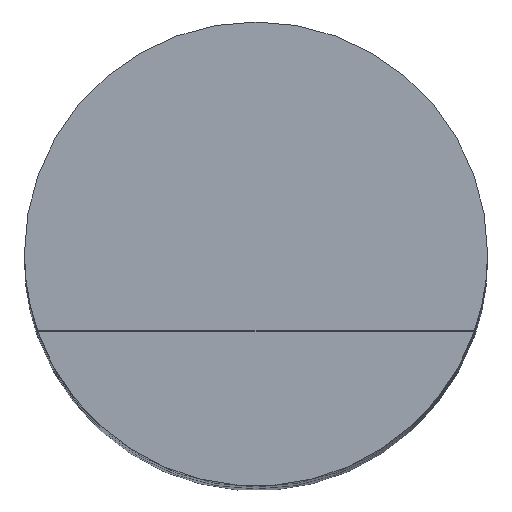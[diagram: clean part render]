
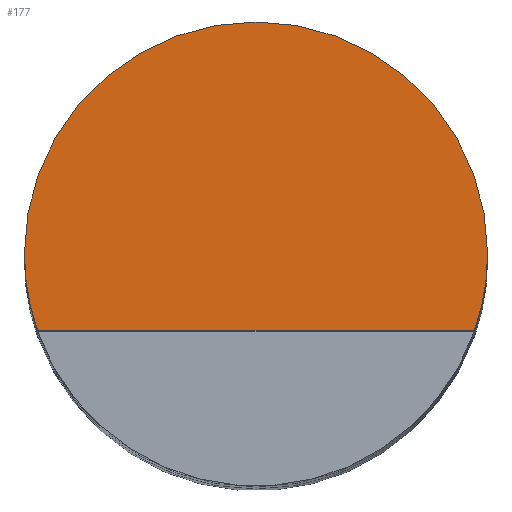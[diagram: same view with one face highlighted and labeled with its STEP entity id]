
A CAD part, top view. The second image highlights one B-rep face of the part: STEP entity #177.
In plain terms, the highlighted planar face has unit normal (0, 0, 1).
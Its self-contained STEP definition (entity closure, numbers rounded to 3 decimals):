
#138=CARTESIAN_POINT('Axis2P3D Location',(0.,0.,17.005)) ;
#143=CARTESIAN_POINT('Axis2P3D Location',(-66.029,1599.086,17.005)) ;
#147=CARTESIAN_POINT('Vertex',(-60.372,1597.086,17.005)) ;
#149=CARTESIAN_POINT('Vertex',(-60.029,1599.086,17.005)) ;
#152=CARTESIAN_POINT('Axis2P3D Location',(-66.029,1599.086,17.005)) ;
#156=CARTESIAN_POINT('Vertex',(-72.029,1599.086,17.005)) ;
#159=CARTESIAN_POINT('Axis2P3D Location',(-66.029,1599.086,17.005)) ;
#163=CARTESIAN_POINT('Vertex',(-71.686,1597.086,17.005)) ;
#166=CARTESIAN_POINT('Line Origine',(-66.029,1597.086,17.005)) ;
#139=DIRECTION('Axis2P3D Direction',(0.,0.,1.)) ;
#140=DIRECTION('Axis2P3D XDirection',(1.,0.,0.)) ;
#144=DIRECTION('Axis2P3D Direction',(0.,0.,1.)) ;
#153=DIRECTION('Axis2P3D Direction',(0.,0.,1.)) ;
#160=DIRECTION('Axis2P3D Direction',(0.,0.,1.)) ;
#167=DIRECTION('Vector Direction',(1.,0.,0.)) ;
#141=AXIS2_PLACEMENT_3D('Plane Axis2P3D',#138,#139,#140) ;
#145=AXIS2_PLACEMENT_3D('Circle Axis2P3D',#143,#144,$) ;
#154=AXIS2_PLACEMENT_3D('Circle Axis2P3D',#152,#153,$) ;
#161=AXIS2_PLACEMENT_3D('Circle Axis2P3D',#159,#160,$) ;
#172=ORIENTED_EDGE('',*,*,#151,.T.) ;
#173=ORIENTED_EDGE('',*,*,#158,.T.) ;
#174=ORIENTED_EDGE('',*,*,#165,.T.) ;
#175=ORIENTED_EDGE('',*,*,#170,.F.) ;
#168=VECTOR('Line Direction',#167,1.) ;
#177=ADVANCED_FACE('PartBody',(#176),#142,.T.) ;
#146=CIRCLE('generated circle',#145,6.) ;
#155=CIRCLE('generated circle',#154,6.) ;
#162=CIRCLE('generated circle',#161,6.) ;
#151=EDGE_CURVE('',#148,#150,#146,.T.) ;
#158=EDGE_CURVE('',#150,#157,#155,.T.) ;
#165=EDGE_CURVE('',#157,#164,#162,.T.) ;
#170=EDGE_CURVE('',#148,#164,#169,.F.) ;
#171=EDGE_LOOP('',(#172,#173,#174,#175)) ;
#176=FACE_OUTER_BOUND('',#171,.T.) ;
#169=LINE('Line',#166,#168) ;
#142=PLANE('',#141) ;
#148=VERTEX_POINT('',#147) ;
#150=VERTEX_POINT('',#149) ;
#157=VERTEX_POINT('',#156) ;
#164=VERTEX_POINT('',#163) ;
